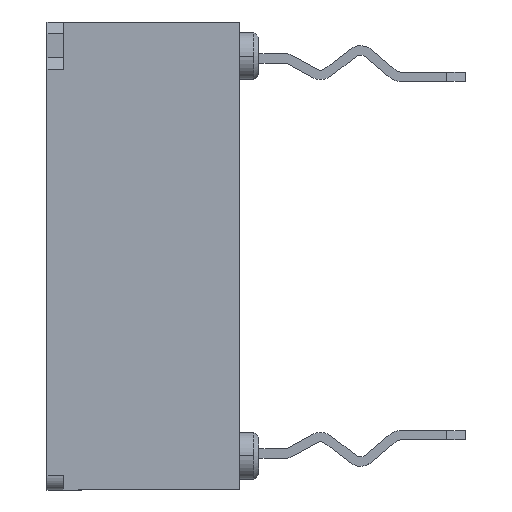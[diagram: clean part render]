
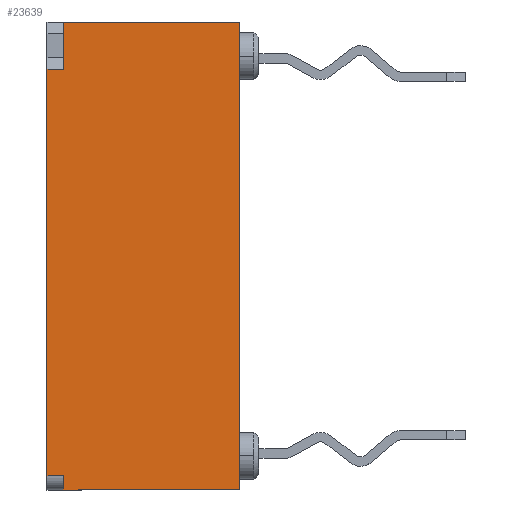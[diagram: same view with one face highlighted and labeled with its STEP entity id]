
A CAD part, left-side view. The second image highlights one B-rep face of the part: STEP entity #23639.
In plain terms, the highlighted planar face has unit normal (-1, 0, 0).
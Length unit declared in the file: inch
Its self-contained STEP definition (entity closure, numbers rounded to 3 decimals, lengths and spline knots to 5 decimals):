
#2576 = VECTOR ( 'NONE', #39913, 39.37008 ) ;
#2915 = DIRECTION ( 'NONE',  ( 0., 0., -1. ) ) ;
#3067 = CARTESIAN_POINT ( 'NONE',  ( -0.19587, -0.00614, -0.18972 ) ) ;
#4059 = VECTOR ( 'NONE', #23093, 39.37008 ) ;
#4175 = CARTESIAN_POINT ( 'NONE',  ( -0.19587, 0.16118, 0.16264 ) ) ;
#6159 = VECTOR ( 'NONE', #9624, 39.37008 ) ;
#6535 = CARTESIAN_POINT ( 'NONE',  ( -0.19587, 0.17496, 0.16264 ) ) ;
#7956 = VECTOR ( 'NONE', #37075, 39.37008 ) ;
#9016 = EDGE_CURVE ( 'NONE', #12292, #39265, #13927, .T. ) ;
#9624 = DIRECTION ( 'NONE',  ( 0., 1., 0. ) ) ;
#10004 = VERTEX_POINT ( 'NONE', #4175 ) ;
#10263 = DIRECTION ( 'NONE',  ( 0., 0., -1. ) ) ;
#10421 = ORIENTED_EDGE ( 'NONE', *, *, #35317, .F. ) ;
#10889 = EDGE_CURVE ( 'NONE', #13744, #10004, #16980, .T. ) ;
#11802 = EDGE_CURVE ( 'NONE', #10004, #18040, #16144, .T. ) ;
#12176 = EDGE_LOOP ( 'NONE', ( #12832, #18793, #10421, #33873, #29208, #31515, #16158, #39154 ) ) ;
#12292 = VERTEX_POINT ( 'NONE', #37036 ) ;
#12832 = ORIENTED_EDGE ( 'NONE', *, *, #37977, .T. ) ;
#13200 = CARTESIAN_POINT ( 'NONE',  ( -0.19587, 0.01354, 0.20201 ) ) ;
#13409 = FACE_OUTER_BOUND ( 'NONE', #12176, .T. ) ;
#13509 = CARTESIAN_POINT ( 'NONE',  ( -0.19587, -0.12886, -0.17791 ) ) ;
#13607 = DIRECTION ( 'NONE',  ( -1., 0., 0. ) ) ;
#13728 = AXIS2_PLACEMENT_3D ( 'NONE', #35661, #13607, #26032 ) ;
#13744 = VERTEX_POINT ( 'NONE', #36438 ) ;
#13927 = LINE ( 'NONE', #25751, #4059 ) ;
#15597 = LINE ( 'NONE', #28054, #2576 ) ;
#16144 = LINE ( 'NONE', #37398, #6159 ) ;
#16158 = ORIENTED_EDGE ( 'NONE', *, *, #25023, .F. ) ;
#16980 = LINE ( 'NONE', #29446, #22312 ) ;
#18040 = VERTEX_POINT ( 'NONE', #6535 ) ;
#18793 = ORIENTED_EDGE ( 'NONE', *, *, #9016, .T. ) ;
#19111 = EDGE_CURVE ( 'NONE', #19763, #28019, #33512, .T. ) ;
#19706 = PLANE ( 'NONE',  #13728 ) ;
#19763 = VERTEX_POINT ( 'NONE', #26391 ) ;
#21999 = EDGE_CURVE ( 'NONE', #18040, #30547, #15597, .T. ) ;
#22176 = CARTESIAN_POINT ( 'NONE',  ( -0.19587, 0.17496, -0.17791 ) ) ;
#22312 = VECTOR ( 'NONE', #10263, 39.37008 ) ;
#23093 = DIRECTION ( 'NONE',  ( 0., 0., 1. ) ) ;
#23639 = ADVANCED_FACE ( 'NONE', ( #13409 ), #19706, .T. ) ;
#24886 = VECTOR ( 'NONE', #38230, 39.37008 ) ;
#25023 = EDGE_CURVE ( 'NONE', #19763, #30547, #25753, .T. ) ;
#25751 = CARTESIAN_POINT ( 'NONE',  ( -0.19587, 0.01354, 0.00614 ) ) ;
#25753 = LINE ( 'NONE', #13509, #24886 ) ;
#26032 = DIRECTION ( 'NONE',  ( 0., 1., 0. ) ) ;
#26391 = CARTESIAN_POINT ( 'NONE',  ( -0.19587, 0.16118, -0.17791 ) ) ;
#27057 = LINE ( 'NONE', #35833, #38151 ) ;
#28019 = VERTEX_POINT ( 'NONE', #35016 ) ;
#28054 = CARTESIAN_POINT ( 'NONE',  ( -0.19587, 0.17496, 0.00614 ) ) ;
#29208 = ORIENTED_EDGE ( 'NONE', *, *, #11802, .T. ) ;
#29446 = CARTESIAN_POINT ( 'NONE',  ( -0.19587, 0.16118, -0.18972 ) ) ;
#30547 = VERTEX_POINT ( 'NONE', #22176 ) ;
#30780 = LINE ( 'NONE', #3067, #7956 ) ;
#31032 = VECTOR ( 'NONE', #2915, 39.37008 ) ;
#31515 = ORIENTED_EDGE ( 'NONE', *, *, #21999, .T. ) ;
#33512 = LINE ( 'NONE', #33703, #31032 ) ;
#33703 = CARTESIAN_POINT ( 'NONE',  ( -0.19587, 0.16118, -0.18972 ) ) ;
#33873 = ORIENTED_EDGE ( 'NONE', *, *, #10889, .T. ) ;
#35016 = CARTESIAN_POINT ( 'NONE',  ( -0.19587, 0.16118, -0.18972 ) ) ;
#35317 = EDGE_CURVE ( 'NONE', #13744, #39265, #27057, .T. ) ;
#35661 = CARTESIAN_POINT ( 'NONE',  ( -0.19587, -0.00614, -0.18972 ) ) ;
#35833 = CARTESIAN_POINT ( 'NONE',  ( -0.19587, -0.00614, 0.20201 ) ) ;
#36438 = CARTESIAN_POINT ( 'NONE',  ( -0.19587, 0.16118, 0.20201 ) ) ;
#37036 = CARTESIAN_POINT ( 'NONE',  ( -0.19587, 0.01354, -0.18972 ) ) ;
#37075 = DIRECTION ( 'NONE',  ( 0., -1., 0. ) ) ;
#37398 = CARTESIAN_POINT ( 'NONE',  ( -0.19587, 0.17496, 0.16264 ) ) ;
#37977 = EDGE_CURVE ( 'NONE', #28019, #12292, #30780, .T. ) ;
#38151 = VECTOR ( 'NONE', #39508, 39.37008 ) ;
#38230 = DIRECTION ( 'NONE',  ( 0., 1., 0. ) ) ;
#39154 = ORIENTED_EDGE ( 'NONE', *, *, #19111, .T. ) ;
#39265 = VERTEX_POINT ( 'NONE', #13200 ) ;
#39508 = DIRECTION ( 'NONE',  ( 0., -1., 0. ) ) ;
#39913 = DIRECTION ( 'NONE',  ( 0., 0., -1. ) ) ;
